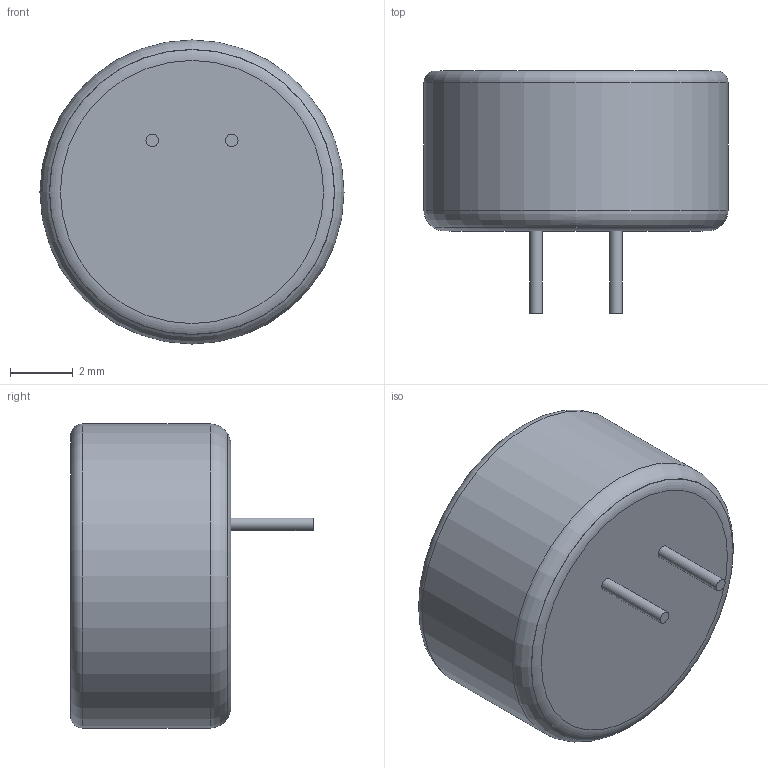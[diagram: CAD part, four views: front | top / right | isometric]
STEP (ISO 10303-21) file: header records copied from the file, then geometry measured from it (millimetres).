
FILE_DESCRIPTION(/* description */ (''),/* implementation_level */ '2;1');
FILE_NAME(/* name */ 'electret mic 9.6x5x2.54 v5.step',/* time_stamp */ '2022-12-19T17:50:28+11:00',/* author */ (''),/* organization */ (''),/* preprocessor_version */ 'ST-DEVELOPER v19.2',/* originating_system */ 'Autodesk Translation Framework v11.17.0.187',/* authorisation */ '');
FILE_SCHEMA (('AUTOMOTIVE_DESIGN { 1 0 10303 214 3 1 1 }'));
Length unit declared in the file: millimetre
Products named in the file (1): electret mic 9.6x5x2.54
Bounding box: 9.7 x 7.73 x 9.7 mm (x, y, z)
Volume: 374 mm3; surface area: 712.3 mm2
Topology: 5 solids, 5 shells, 18 faces, 30 edges, 20 vertices
Faces by surface type: plane 8, cylinder 7, torus 3
Full cylindrical faces by diameter (mm): 0.4 x4, 9.1 x2, 9.7 x1
Entity records: 492 total; most frequent: DIRECTION 91, CARTESIAN_POINT 69, ORIENTED_EDGE 60, AXIS2_PLACEMENT_3D 42, EDGE_CURVE 30, CIRCLE 23, EDGE_LOOP 22, VERTEX_POINT 20
